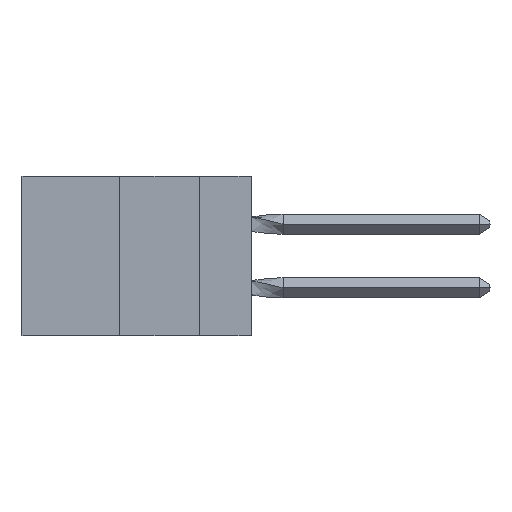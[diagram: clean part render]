
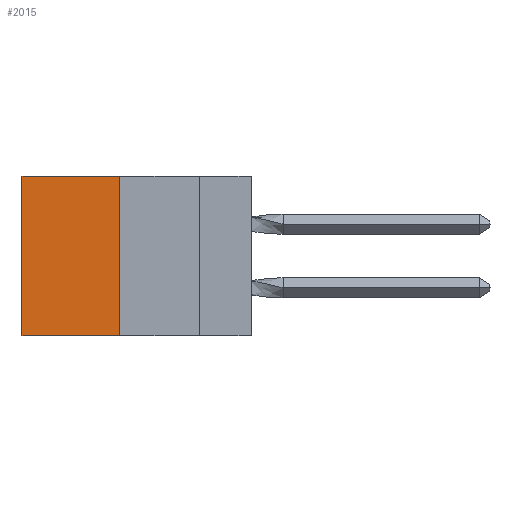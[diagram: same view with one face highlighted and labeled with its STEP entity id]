
A CAD part, left-side view. The second image highlights one B-rep face of the part: STEP entity #2015.
In plain terms, the highlighted planar face has unit normal (-1, 0, 0).
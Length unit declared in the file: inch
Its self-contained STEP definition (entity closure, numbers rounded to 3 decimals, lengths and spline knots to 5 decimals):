
#245 = LINE ( 'NONE', #10739, #973 ) ;
#279 = FACE_OUTER_BOUND ( 'NONE', #12483, .T. ) ;
#507 = AXIS2_PLACEMENT_3D ( 'NONE', #3260, #12668, #3371 ) ;
#973 = VECTOR ( 'NONE', #13061, 39.37008 ) ;
#2015 = ADVANCED_FACE ( 'NONE', ( #279 ), #10385, .F. ) ;
#2446 = EDGE_CURVE ( 'NONE', #14723, #8625, #3172, .T. ) ;
#2819 = VECTOR ( 'NONE', #6808, 39.37008 ) ;
#3109 = EDGE_CURVE ( 'NONE', #10864, #8625, #245, .T. ) ;
#3172 = LINE ( 'NONE', #12669, #2819 ) ;
#3260 = CARTESIAN_POINT ( 'NONE',  ( 0.305, 0.413, -0.5 ) ) ;
#3371 = DIRECTION ( 'NONE',  ( 0., 0., -1. ) ) ;
#3842 = CARTESIAN_POINT ( 'NONE',  ( 0.305, 0.413, -0.5 ) ) ;
#5095 = LINE ( 'NONE', #3842, #14120 ) ;
#5242 = EDGE_CURVE ( 'NONE', #6104, #10864, #5095, .T. ) ;
#5362 = ORIENTED_EDGE ( 'NONE', *, *, #3109, .F. ) ;
#5933 = CARTESIAN_POINT ( 'NONE',  ( 0.305, 0.72, 0. ) ) ;
#6104 = VERTEX_POINT ( 'NONE', #13018 ) ;
#6808 = DIRECTION ( 'NONE',  ( 0., 0., -1. ) ) ;
#8175 = CARTESIAN_POINT ( 'NONE',  ( 0.305, 0.413, -0.5 ) ) ;
#8625 = VERTEX_POINT ( 'NONE', #10772 ) ;
#9733 = DIRECTION ( 'NONE',  ( 0., 0., -1. ) ) ;
#9949 = EDGE_CURVE ( 'NONE', #6104, #14723, #11799, .T. ) ;
#10385 = PLANE ( 'NONE',  #507 ) ;
#10739 = CARTESIAN_POINT ( 'NONE',  ( 0.305, 0.413, -0.5 ) ) ;
#10772 = CARTESIAN_POINT ( 'NONE',  ( 0.305, 0.72, -0.5 ) ) ;
#10864 = VERTEX_POINT ( 'NONE', #8175 ) ;
#11359 = DIRECTION ( 'NONE',  ( 0., 1., 0. ) ) ;
#11799 = LINE ( 'NONE', #14929, #12540 ) ;
#12196 = ORIENTED_EDGE ( 'NONE', *, *, #5242, .F. ) ;
#12483 = EDGE_LOOP ( 'NONE', ( #12560, #5362, #12196, #13684 ) ) ;
#12540 = VECTOR ( 'NONE', #11359, 39.37008 ) ;
#12560 = ORIENTED_EDGE ( 'NONE', *, *, #2446, .T. ) ;
#12668 = DIRECTION ( 'NONE',  ( 1., 0., 0. ) ) ;
#12669 = CARTESIAN_POINT ( 'NONE',  ( 0.305, 0.72, -0.5 ) ) ;
#13018 = CARTESIAN_POINT ( 'NONE',  ( 0.305, 0.413, 0. ) ) ;
#13061 = DIRECTION ( 'NONE',  ( 0., 1., 0. ) ) ;
#13684 = ORIENTED_EDGE ( 'NONE', *, *, #9949, .T. ) ;
#14120 = VECTOR ( 'NONE', #9733, 39.37008 ) ;
#14723 = VERTEX_POINT ( 'NONE', #5933 ) ;
#14929 = CARTESIAN_POINT ( 'NONE',  ( 0.305, 0.413, 0. ) ) ;
